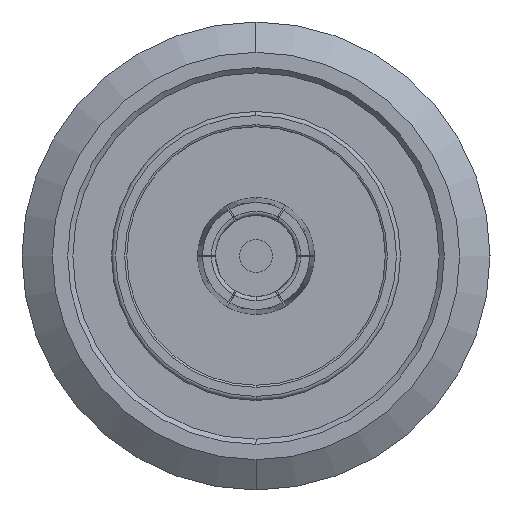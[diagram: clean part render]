
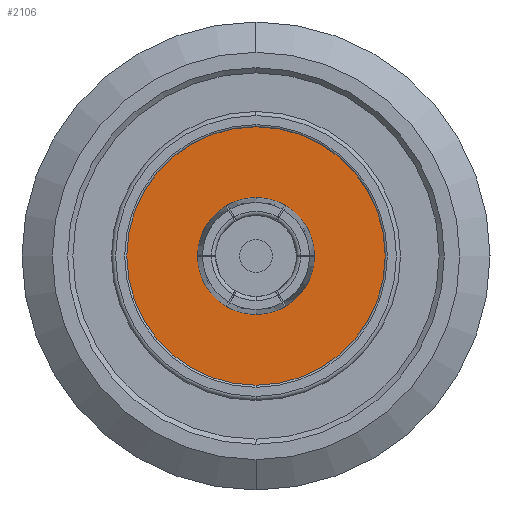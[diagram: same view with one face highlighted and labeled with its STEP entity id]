
A CAD part, left-side view. The second image highlights one B-rep face of the part: STEP entity #2106.
In plain terms, the highlighted planar face has unit normal (-1, 0, 0).
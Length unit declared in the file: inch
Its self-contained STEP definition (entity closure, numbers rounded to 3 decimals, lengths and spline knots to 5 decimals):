
#119 = VERTEX_POINT ( 'NONE', #1596 ) ;
#139 = VERTEX_POINT ( 'NONE', #1639 ) ;
#145 = VERTEX_POINT ( 'NONE', #1671 ) ;
#153 = VERTEX_POINT ( 'NONE', #1694 ) ;
#259 = EDGE_LOOP ( 'NONE', ( #3407, #3408 ) ) ;
#346 = EDGE_LOOP ( 'NONE', ( #3409, #3410 ) ) ;
#653 = DIRECTION ( 'NONE',  ( 0., 0., -1. ) ) ;
#654 = CARTESIAN_POINT ( 'NONE',  ( -0.953, 0., 0. ) ) ;
#655 = DIRECTION ( 'NONE',  ( 0., 0., -1. ) ) ;
#656 = CARTESIAN_POINT ( 'NONE',  ( -0.953, 0., 0. ) ) ;
#657 = DIRECTION ( 'NONE',  ( 1., 0., 0. ) ) ;
#774 = DIRECTION ( 'NONE',  ( 1., 0., 0. ) ) ;
#1313 = CARTESIAN_POINT ( 'NONE',  ( -0.953, 0., 0. ) ) ;
#1393 = DIRECTION ( 'NONE',  ( 0., 0., -1. ) ) ;
#1394 = DIRECTION ( 'NONE',  ( 1., 0., 0. ) ) ;
#1400 = DIRECTION ( 'NONE',  ( 0., 0., -1. ) ) ;
#1402 = DIRECTION ( 'NONE',  ( 1., 0., 0. ) ) ;
#1404 = CARTESIAN_POINT ( 'NONE',  ( -0.953, 0., 0. ) ) ;
#1490 = PLANE ( 'NONE',  #1869 ) ;
#1494 = DIRECTION ( 'NONE',  ( 0., 0., 1. ) ) ;
#1496 = DIRECTION ( 'NONE',  ( -1., 0., 0. ) ) ;
#1596 = CARTESIAN_POINT ( 'NONE',  ( -0.953, 0., -0.142 ) ) ;
#1639 = CARTESIAN_POINT ( 'NONE',  ( -0.953, 0., 0.314 ) ) ;
#1671 = CARTESIAN_POINT ( 'NONE',  ( -0.953, 0., -0.314 ) ) ;
#1694 = CARTESIAN_POINT ( 'NONE',  ( -0.953, 0., 0.142 ) ) ;
#1695 = CARTESIAN_POINT ( 'NONE',  ( -0.953, 0., -0.314 ) ) ;
#1869 = AXIS2_PLACEMENT_3D ( 'NONE', #1695, #1496, #1494 ) ;
#1982 = CIRCLE ( 'NONE', #4038, 0.314 ) ;
#1986 = CIRCLE ( 'NONE', #4037, 0.142 ) ;
#2106 = ADVANCED_FACE ( 'NONE', ( #2321, #2270 ), #1490, .T. ) ;
#2270 = FACE_OUTER_BOUND ( 'NONE', #346, .T. ) ;
#2321 = FACE_BOUND ( 'NONE', #259, .T. ) ;
#2383 = EDGE_CURVE ( 'NONE', #139, #145, #4210, .T. ) ;
#2387 = EDGE_CURVE ( 'NONE', #119, #153, #4194, .T. ) ;
#2436 = EDGE_CURVE ( 'NONE', #153, #119, #1986, .T. ) ;
#2437 = EDGE_CURVE ( 'NONE', #145, #139, #1982, .T. ) ;
#3407 = ORIENTED_EDGE ( 'NONE', *, *, #2387, .T. ) ;
#3408 = ORIENTED_EDGE ( 'NONE', *, *, #2436, .T. ) ;
#3409 = ORIENTED_EDGE ( 'NONE', *, *, #2437, .F. ) ;
#3410 = ORIENTED_EDGE ( 'NONE', *, *, #2383, .F. ) ;
#4015 = AXIS2_PLACEMENT_3D ( 'NONE', #1404, #1402, #1393 ) ;
#4017 = AXIS2_PLACEMENT_3D ( 'NONE', #1313, #1394, #1400 ) ;
#4037 = AXIS2_PLACEMENT_3D ( 'NONE', #656, #657, #655 ) ;
#4038 = AXIS2_PLACEMENT_3D ( 'NONE', #654, #774, #653 ) ;
#4194 = CIRCLE ( 'NONE', #4017, 0.142 ) ;
#4210 = CIRCLE ( 'NONE', #4015, 0.314 ) ;
